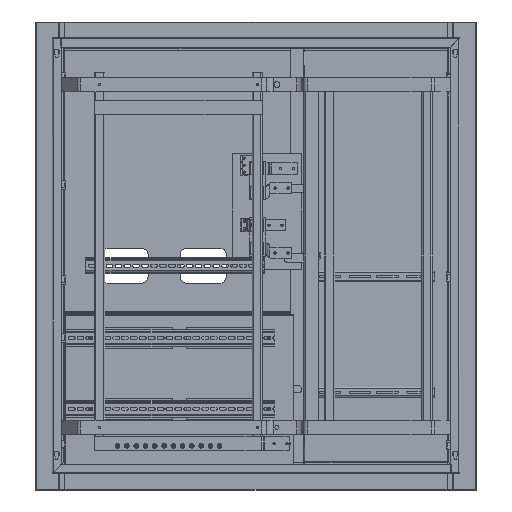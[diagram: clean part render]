
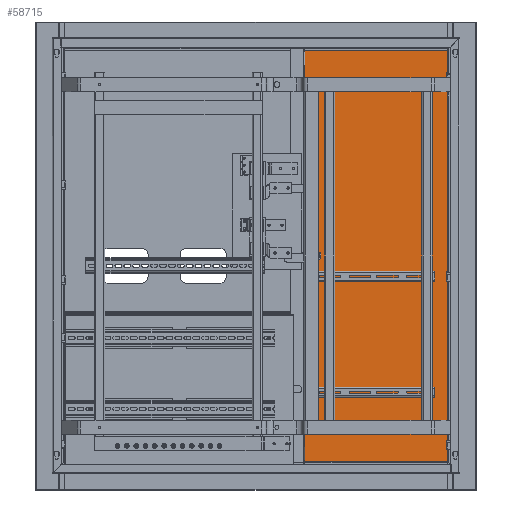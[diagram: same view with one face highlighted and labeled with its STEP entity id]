
A CAD part, left-side view. The second image highlights one B-rep face of the part: STEP entity #58715.
In plain terms, the highlighted face is planar.
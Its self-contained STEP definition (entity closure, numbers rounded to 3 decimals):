
#961 = VECTOR ( 'NONE', #63463, 1000. ) ;
#1443 = EDGE_CURVE ( 'NONE', #11814, #24418, #58748, .T. ) ;
#2701 = CARTESIAN_POINT ( 'NONE',  ( 0., 0., -1. ) ) ;
#4934 = EDGE_CURVE ( 'NONE', #68784, #41186, #33210, .T. ) ;
#6111 = DIRECTION ( 'NONE',  ( 0., 0., 1. ) ) ;
#6257 = AXIS2_PLACEMENT_3D ( 'NONE', #21378, #43304, #67131 ) ;
#6488 = DIRECTION ( 'NONE',  ( 1., 0., 0. ) ) ;
#6575 = CARTESIAN_POINT ( 'NONE',  ( 161.7, 2.3, -1. ) ) ;
#6913 = CARTESIAN_POINT ( 'NONE',  ( -161.7, 903., -1. ) ) ;
#7433 = ORIENTED_EDGE ( 'NONE', *, *, #1443, .F. ) ;
#7667 = FACE_OUTER_BOUND ( 'NONE', #74450, .T. ) ;
#11459 = CARTESIAN_POINT ( 'NONE',  ( -161.7, 900.7, -1. ) ) ;
#11814 = VERTEX_POINT ( 'NONE', #11459 ) ;
#12166 = CARTESIAN_POINT ( 'NONE',  ( -130.5, 451.5, -1. ) ) ;
#13501 = CARTESIAN_POINT ( 'NONE',  ( -122., 455.149, -1. ) ) ;
#13550 = CARTESIAN_POINT ( 'NONE',  ( -139., 447.851, -1. ) ) ;
#14931 = LINE ( 'NONE', #72405, #46392 ) ;
#16470 = EDGE_CURVE ( 'NONE', #54107, #11814, #14931, .T. ) ;
#16698 = CARTESIAN_POINT ( 'NONE',  ( 161.7, 2.3, -1. ) ) ;
#17339 = EDGE_CURVE ( 'NONE', #41186, #67129, #34356, .T. ) ;
#19369 = DIRECTION ( 'NONE',  ( 0., -1., 0. ) ) ;
#20889 = DIRECTION ( 'NONE',  ( 1., 0., 0. ) ) ;
#21378 = CARTESIAN_POINT ( 'NONE',  ( -130.5, 451.5, -1. ) ) ;
#22026 = ORIENTED_EDGE ( 'NONE', *, *, #4934, .T. ) ;
#23306 = VECTOR ( 'NONE', #27187, 1000. ) ;
#24418 = VERTEX_POINT ( 'NONE', #72938 ) ;
#27187 = DIRECTION ( 'NONE',  ( 0., -1., 0. ) ) ;
#27467 = VERTEX_POINT ( 'NONE', #16698 ) ;
#28018 = EDGE_CURVE ( 'NONE', #67129, #30913, #62007, .T. ) ;
#28137 = LINE ( 'NONE', #6575, #31816 ) ;
#28156 = CARTESIAN_POINT ( 'NONE',  ( -122., 447.851, -1. ) ) ;
#28511 = DIRECTION ( 'NONE',  ( 0., 1., 0. ) ) ;
#28526 = EDGE_CURVE ( 'NONE', #27467, #54107, #28137, .T. ) ;
#28686 = CARTESIAN_POINT ( 'NONE',  ( -139., 455.149, -1. ) ) ;
#28847 = EDGE_CURVE ( 'NONE', #24418, #27467, #61727, .T. ) ;
#30353 = DIRECTION ( 'NONE',  ( 1., 0., 0. ) ) ;
#30913 = VERTEX_POINT ( 'NONE', #13550 ) ;
#31182 = ORIENTED_EDGE ( 'NONE', *, *, #28018, .T. ) ;
#31816 = VECTOR ( 'NONE', #28511, 1000. ) ;
#32053 = ORIENTED_EDGE ( 'NONE', *, *, #28847, .F. ) ;
#33210 = LINE ( 'NONE', #56279, #961 ) ;
#34356 = CIRCLE ( 'NONE', #43983, 9.25 ) ;
#35041 = CARTESIAN_POINT ( 'NONE',  ( -139., 455.149, -1. ) ) ;
#35105 = ORIENTED_EDGE ( 'NONE', *, *, #28526, .F. ) ;
#37547 = EDGE_LOOP ( 'NONE', ( #31182, #66025, #22026, #65120 ) ) ;
#37867 = PLANE ( 'NONE',  #54787 ) ;
#40074 = EDGE_CURVE ( 'NONE', #30913, #68784, #65409, .T. ) ;
#41186 = VERTEX_POINT ( 'NONE', #13501 ) ;
#43304 = DIRECTION ( 'NONE',  ( 0., 0., 1. ) ) ;
#43558 = CARTESIAN_POINT ( 'NONE',  ( -161.7, 2.3, -1. ) ) ;
#43645 = DIRECTION ( 'NONE',  ( -1., 0., 0. ) ) ;
#43983 = AXIS2_PLACEMENT_3D ( 'NONE', #12166, #6111, #6488 ) ;
#46392 = VECTOR ( 'NONE', #43645, 1000. ) ;
#47734 = DIRECTION ( 'NONE',  ( 0., 0., 1. ) ) ;
#54107 = VERTEX_POINT ( 'NONE', #57466 ) ;
#54787 = AXIS2_PLACEMENT_3D ( 'NONE', #2701, #47734, #30353 ) ;
#56279 = CARTESIAN_POINT ( 'NONE',  ( -122., 455.149, -1. ) ) ;
#57217 = VECTOR ( 'NONE', #20889, 1000. ) ;
#57466 = CARTESIAN_POINT ( 'NONE',  ( 161.7, 900.7, -1. ) ) ;
#58715 = ADVANCED_FACE ( 'NONE', ( #66623, #7667 ), #37867, .F. ) ;
#58748 = LINE ( 'NONE', #6913, #65854 ) ;
#61727 = LINE ( 'NONE', #43558, #57217 ) ;
#62007 = LINE ( 'NONE', #28686, #23306 ) ;
#63463 = DIRECTION ( 'NONE',  ( 0., 1., 0. ) ) ;
#65120 = ORIENTED_EDGE ( 'NONE', *, *, #17339, .T. ) ;
#65409 = CIRCLE ( 'NONE', #6257, 9.25 ) ;
#65854 = VECTOR ( 'NONE', #19369, 1000. ) ;
#66025 = ORIENTED_EDGE ( 'NONE', *, *, #40074, .T. ) ;
#66037 = ORIENTED_EDGE ( 'NONE', *, *, #16470, .F. ) ;
#66623 = FACE_BOUND ( 'NONE', #37547, .T. ) ;
#67129 = VERTEX_POINT ( 'NONE', #35041 ) ;
#67131 = DIRECTION ( 'NONE',  ( 1., 0., 0. ) ) ;
#68784 = VERTEX_POINT ( 'NONE', #28156 ) ;
#72405 = CARTESIAN_POINT ( 'NONE',  ( 164., 900.7, -1. ) ) ;
#72938 = CARTESIAN_POINT ( 'NONE',  ( -161.7, 2.3, -1. ) ) ;
#74450 = EDGE_LOOP ( 'NONE', ( #35105, #32053, #7433, #66037 ) ) ;
